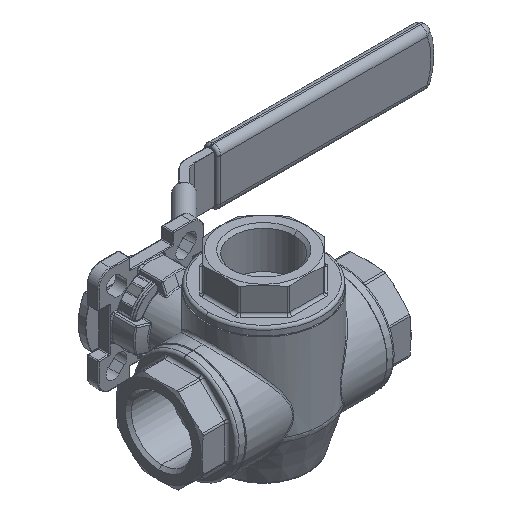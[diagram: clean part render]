
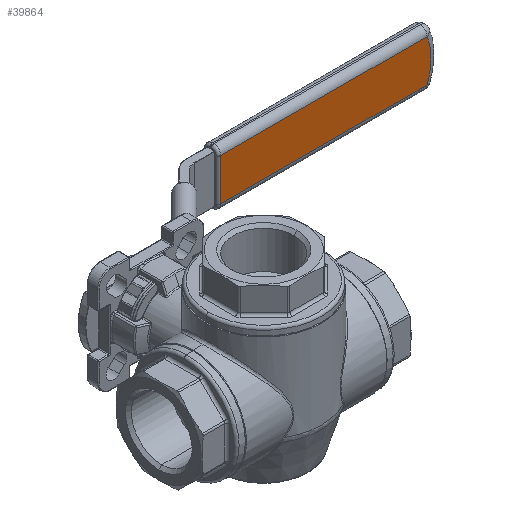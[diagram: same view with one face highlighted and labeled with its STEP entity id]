
A CAD part, isometric view. The second image highlights one B-rep face of the part: STEP entity #39864.
In plain terms, the highlighted planar face has unit normal (0, -1, 0).
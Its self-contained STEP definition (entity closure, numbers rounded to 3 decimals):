
#236 = CARTESIAN_POINT ( 'NONE',  ( 140.449, 74., -8.3 ) ) ;
#411 = DIRECTION ( 'NONE',  ( 1., 0., 0. ) ) ;
#650 = FACE_OUTER_BOUND ( 'NONE', #48391, .T. ) ;
#3524 = VECTOR ( 'NONE', #5583, 1000. ) ;
#5410 = CARTESIAN_POINT ( 'NONE',  ( 56.985, 74., -8.3 ) ) ;
#5583 = DIRECTION ( 'NONE',  ( -1., 0., 0. ) ) ;
#8510 = CARTESIAN_POINT ( 'NONE',  ( 143., 74., 11. ) ) ;
#10784 = ORIENTED_EDGE ( 'NONE', *, *, #22369, .T. ) ;
#12499 = VERTEX_POINT ( 'NONE', #17665 ) ;
#12990 = AXIS2_PLACEMENT_3D ( 'NONE', #8510, #54753, #55128 ) ;
#16805 = ORIENTED_EDGE ( 'NONE', *, *, #54068, .T. ) ;
#17665 = CARTESIAN_POINT ( 'NONE',  ( 138.697, 74., 8.3 ) ) ;
#18843 = CARTESIAN_POINT ( 'NONE',  ( 117.999, 74., 0. ) ) ;
#22369 = EDGE_CURVE ( 'NONE', #12499, #38071, #41472, .T. ) ;
#22412 = VERTEX_POINT ( 'NONE', #5410 ) ;
#23111 = DIRECTION ( 'NONE',  ( -1., 0., 0. ) ) ;
#24671 = CARTESIAN_POINT ( 'NONE',  ( 56.985, 74., 8.3 ) ) ;
#27378 = CARTESIAN_POINT ( 'NONE',  ( 143., 74., 8.3 ) ) ;
#27539 = EDGE_CURVE ( 'NONE', #53053, #12499, #38628, .T. ) ;
#31416 = ORIENTED_EDGE ( 'NONE', *, *, #27539, .T. ) ;
#31483 = DIRECTION ( 'NONE',  ( 0., 0., -1. ) ) ;
#31664 = EDGE_CURVE ( 'NONE', #22412, #53053, #54376, .T. ) ;
#31838 = CARTESIAN_POINT ( 'NONE',  ( 56.985, 74., 11. ) ) ;
#33759 = VECTOR ( 'NONE', #411, 1000. ) ;
#38071 = VERTEX_POINT ( 'NONE', #24671 ) ;
#38628 = CIRCLE ( 'NONE', #50878, 22.3 ) ;
#39864 = ADVANCED_FACE ( 'NONE', ( #650 ), #54572, .F. ) ;
#41472 = LINE ( 'NONE', #27378, #3524 ) ;
#46191 = CARTESIAN_POINT ( 'NONE',  ( 138.697, 74., -8.3 ) ) ;
#48391 = EDGE_LOOP ( 'NONE', ( #16805, #51256, #31416, #10784 ) ) ;
#50878 = AXIS2_PLACEMENT_3D ( 'NONE', #18843, #53143, #23111 ) ;
#51256 = ORIENTED_EDGE ( 'NONE', *, *, #31664, .T. ) ;
#51825 = LINE ( 'NONE', #31838, #53176 ) ;
#53053 = VERTEX_POINT ( 'NONE', #46191 ) ;
#53143 = DIRECTION ( 'NONE',  ( 0., -1., 0. ) ) ;
#53176 = VECTOR ( 'NONE', #31483, 1000. ) ;
#54068 = EDGE_CURVE ( 'NONE', #38071, #22412, #51825, .T. ) ;
#54376 = LINE ( 'NONE', #236, #33759 ) ;
#54572 = PLANE ( 'NONE',  #12990 ) ;
#54753 = DIRECTION ( 'NONE',  ( 0., 1., 0. ) ) ;
#55128 = DIRECTION ( 'NONE',  ( -1., 0., 0. ) ) ;
